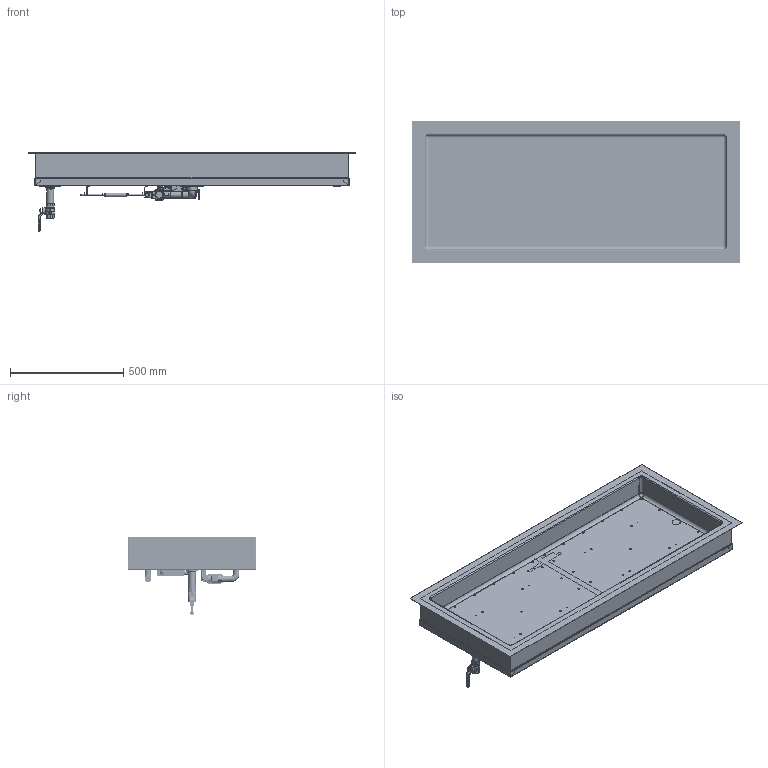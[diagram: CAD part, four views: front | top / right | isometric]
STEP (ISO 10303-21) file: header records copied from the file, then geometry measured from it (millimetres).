
FILE_DESCRIPTION(/* description */ ('This is a sample STEP configuration'),/* implementation_level */ '2;1');
FILE_NAME(/* name */ '14460000_A.stp',/* time_stamp */ '2021-05-28T06:57:57+02:00',/* author */ ('powerJobs'),/* organization */ ('coolOrange'),/* preprocessor_version */ 'ST-DEVELOPER v18.1',/* originating_system */ 'Autodesk Inventor 2021',/* authorisation */ '');
FILE_SCHEMA (('AUTOMOTIVE_DESIGN { 1 0 10303 214 3 1 1 }'));
Products named in the file (1): ENG-00003444
Bounding box: 1450 x 630 x 346.47 mm (x, y, z)
Volume: 41818882.7 mm3; surface area: 4019104.9 mm2
Topology: 4 solids, 208 shells, 5414 faces, 14401 edges, 9466 vertices
Faces by surface type: plane 3038, cylinder 1242, cone 591, bspline 319, torus 196, sphere 28
Full cylindrical faces by diameter (mm): 2.3 x15, 2.459 x8, 2.5 x8, 3 x46, 3.242 x4, 4 x22, 4.134 x9, 4.2 x4, 5 x100, 5.2 x1, 5.5 x6, 6 x23, 6.2 x2, 6.5 x2, 7 x3, 8 x10, 8.2 x2, 9.35 x2, 9.5 x7, 11 x3, 12 x2, 12.2 x1, 12.5 x9, 14 x1, 14.16 x3, 15 x1, 16 x3, 16.5 x1, 18 x4, 19.6 x2
Entity records: 192814 total; most frequent: CARTESIAN_POINT 53494, ORIENTED_EDGE 28724, DIRECTION 27238, EDGE_CURVE 14362, AXIS2_PLACEMENT_3D 9740, VERTEX_POINT 9466, LINE 7758, VECTOR 7758
